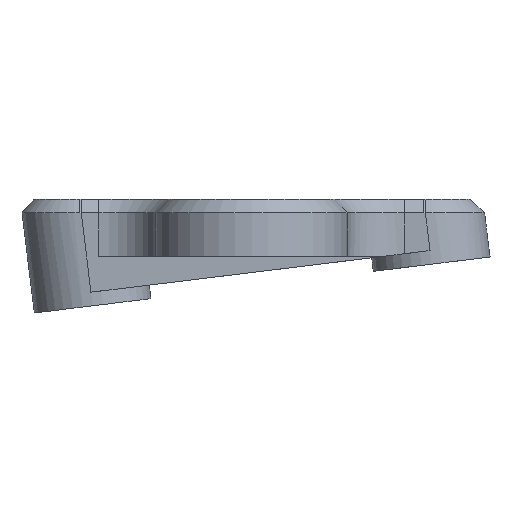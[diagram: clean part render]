
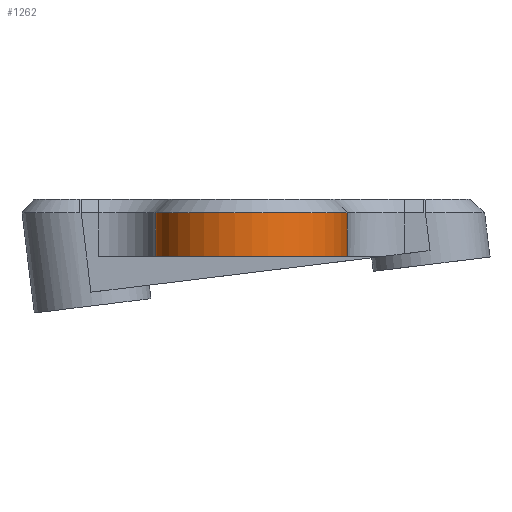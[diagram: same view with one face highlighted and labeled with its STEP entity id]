
A CAD part, left-side view. The second image highlights one B-rep face of the part: STEP entity #1262.
In plain terms, the highlighted cylindrical face has radius 3.5 mm (diameter 7 mm), a partial arc.
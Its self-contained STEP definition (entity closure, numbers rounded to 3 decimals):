
#56=CYLINDRICAL_SURFACE('',#1359,3.5);
#113=CIRCLE('',#1333,3.5);
#123=CIRCLE('',#1360,3.5);
#191=FACE_OUTER_BOUND('',#268,.T.);
#268=EDGE_LOOP('',(#941,#942,#943,#944));
#384=LINE('',#2139,#481);
#386=LINE('',#2143,#483);
#481=VECTOR('',#1563,10.);
#483=VECTOR('',#1567,10.);
#536=VERTEX_POINT('',#1805);
#538=VERTEX_POINT('',#1811);
#582=VERTEX_POINT('',#2138);
#583=VERTEX_POINT('',#2142);
#658=EDGE_CURVE('',#536,#538,#113,.T.);
#724=EDGE_CURVE('',#538,#582,#384,.T.);
#726=EDGE_CURVE('',#536,#583,#386,.T.);
#727=EDGE_CURVE('',#583,#582,#123,.T.);
#941=ORIENTED_EDGE('',*,*,#658,.F.);
#942=ORIENTED_EDGE('',*,*,#726,.T.);
#943=ORIENTED_EDGE('',*,*,#727,.T.);
#944=ORIENTED_EDGE('',*,*,#724,.F.);
#1262=ADVANCED_FACE('',(#191),#56,.T.);
#1333=AXIS2_PLACEMENT_3D('',#1815,#1472,#1473);
#1359=AXIS2_PLACEMENT_3D('',#2141,#1565,#1566);
#1360=AXIS2_PLACEMENT_3D('',#2144,#1568,#1569);
#1472=DIRECTION('center_axis',(0.,0.,
1.));
#1473=DIRECTION('ref_axis',(-1.,0.,0.));
#1563=DIRECTION('',(0.,0.,-1.));
#1565=DIRECTION('center_axis',(0.,0.,-1.));
#1566=DIRECTION('ref_axis',(-1.,0.,0.));
#1567=DIRECTION('',(0.,0.,-1.));
#1568=DIRECTION('center_axis',(0.,0.,
1.));
#1569=DIRECTION('ref_axis',(-1.,0.,0.));
#1805=CARTESIAN_POINT('',(-770.962,99.837,-3.5));
#1811=CARTESIAN_POINT('',(-770.962,92.837,-3.5));
#1815=CARTESIAN_POINT('Origin',(-770.962,96.337,-3.5));
#2138=CARTESIAN_POINT('',(-770.962,92.837,-5.1));
#2139=CARTESIAN_POINT('',(-770.962,92.837,-3.));
#2141=CARTESIAN_POINT('Origin',(-770.962,96.337,-3.));
#2142=CARTESIAN_POINT('',(-770.962,99.837,-5.1));
#2143=CARTESIAN_POINT('',(-770.962,99.837,-3.));
#2144=CARTESIAN_POINT('Origin',(-770.962,96.337,-5.1));
